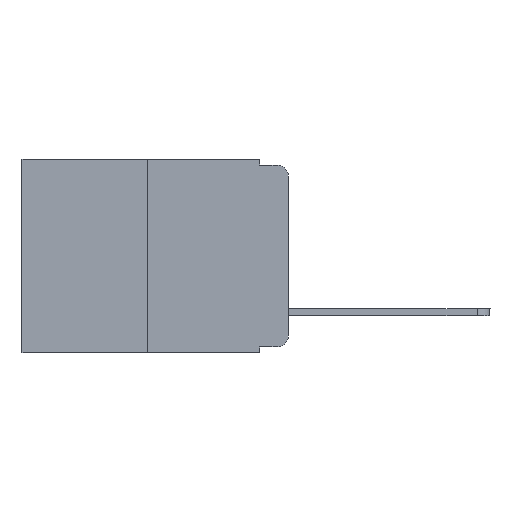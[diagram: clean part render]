
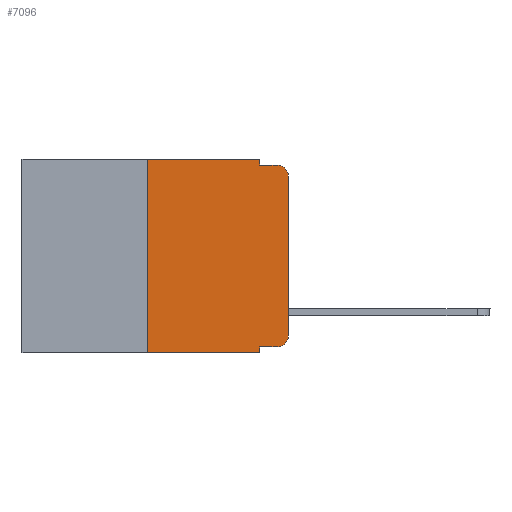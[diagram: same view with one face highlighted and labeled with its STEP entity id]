
A CAD part, left-side view. The second image highlights one B-rep face of the part: STEP entity #7096.
In plain terms, the highlighted planar face has unit normal (-1, 0, 0).
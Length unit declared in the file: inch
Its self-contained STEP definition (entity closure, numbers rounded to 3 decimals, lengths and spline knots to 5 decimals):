
#51 = CARTESIAN_POINT ( 'NONE',  ( 0., 0.473, 0. ) ) ;
#62 = CARTESIAN_POINT ( 'NONE',  ( 0., 0., -0.313 ) ) ;
#168 = VERTEX_POINT ( 'NONE', #12122 ) ;
#493 = VERTEX_POINT ( 'NONE', #12601 ) ;
#737 = ORIENTED_EDGE ( 'NONE', *, *, #14298, .F. ) ;
#1009 = CIRCLE ( 'NONE', #11243, 0.02 ) ;
#1366 = LINE ( 'NONE', #7485, #9503 ) ;
#1512 = AXIS2_PLACEMENT_3D ( 'NONE', #51, #18099, #15388 ) ;
#1560 = CARTESIAN_POINT ( 'NONE',  ( 0., 0.051, -0.343 ) ) ;
#1935 = VERTEX_POINT ( 'NONE', #4154 ) ;
#2950 = DIRECTION ( 'NONE',  ( 0., 0., -1. ) ) ;
#3001 = EDGE_CURVE ( 'NONE', #19071, #10764, #1009, .T. ) ;
#3126 = LINE ( 'NONE', #6073, #5620 ) ;
#3231 = DIRECTION ( 'NONE',  ( 0., 0., -1. ) ) ;
#3993 = VECTOR ( 'NONE', #8352, 39.37008 ) ;
#4094 = CARTESIAN_POINT ( 'NONE',  ( 0., 0.25, -0.343 ) ) ;
#4154 = CARTESIAN_POINT ( 'NONE',  ( 0., 0.02, -0.01 ) ) ;
#4520 = ORIENTED_EDGE ( 'NONE', *, *, #12389, .T. ) ;
#4962 = CARTESIAN_POINT ( 'NONE',  ( 0., 0.051, 0. ) ) ;
#5452 = VECTOR ( 'NONE', #6446, 39.37008 ) ;
#5504 = EDGE_CURVE ( 'NONE', #14425, #19071, #1366, .T. ) ;
#5620 = VECTOR ( 'NONE', #13782, 39.37008 ) ;
#5877 = FACE_OUTER_BOUND ( 'NONE', #13044, .T. ) ;
#5977 = VERTEX_POINT ( 'NONE', #4962 ) ;
#6073 = CARTESIAN_POINT ( 'NONE',  ( 0., 0., 0. ) ) ;
#6096 = ORIENTED_EDGE ( 'NONE', *, *, #18359, .F. ) ;
#6233 = CARTESIAN_POINT ( 'NONE',  ( 0., 0.051, -0.333 ) ) ;
#6416 = EDGE_CURVE ( 'NONE', #493, #5977, #18656, .T. ) ;
#6446 = DIRECTION ( 'NONE',  ( 0., -1., 0. ) ) ;
#6643 = EDGE_CURVE ( 'NONE', #15679, #493, #7690, .T. ) ;
#6851 = AXIS2_PLACEMENT_3D ( 'NONE', #13973, #7748, #3231 ) ;
#7096 = ADVANCED_FACE ( 'NONE', ( #5877 ), #8955, .F. ) ;
#7147 = LINE ( 'NONE', #13266, #3993 ) ;
#7485 = CARTESIAN_POINT ( 'NONE',  ( 0., 0.051, -0.333 ) ) ;
#7690 = LINE ( 'NONE', #9066, #10774 ) ;
#7748 = DIRECTION ( 'NONE',  ( -1., 0., 0. ) ) ;
#7871 = CARTESIAN_POINT ( 'NONE',  ( 0., 0.051, 0. ) ) ;
#8090 = VERTEX_POINT ( 'NONE', #10305 ) ;
#8352 = DIRECTION ( 'NONE',  ( 0., -1., 0. ) ) ;
#8955 = PLANE ( 'NONE',  #1512 ) ;
#9066 = CARTESIAN_POINT ( 'NONE',  ( 0., 0.25, 0. ) ) ;
#9364 = ORIENTED_EDGE ( 'NONE', *, *, #6416, .F. ) ;
#9503 = VECTOR ( 'NONE', #19726, 39.37008 ) ;
#9760 = DIRECTION ( 'NONE',  ( 0., 0., -1. ) ) ;
#10305 = CARTESIAN_POINT ( 'NONE',  ( 0., 0., -0.03 ) ) ;
#10360 = CIRCLE ( 'NONE', #6851, 0.02 ) ;
#10455 = CARTESIAN_POINT ( 'NONE',  ( 0., 0.02, -0.333 ) ) ;
#10517 = DIRECTION ( 'NONE',  ( 0., 0., -1. ) ) ;
#10740 = VERTEX_POINT ( 'NONE', #1560 ) ;
#10746 = EDGE_CURVE ( 'NONE', #5977, #168, #13901, .T. ) ;
#10764 = VERTEX_POINT ( 'NONE', #62 ) ;
#10774 = VECTOR ( 'NONE', #13911, 39.37008 ) ;
#10931 = CARTESIAN_POINT ( 'NONE',  ( 0., 0.051, -0.01 ) ) ;
#11188 = EDGE_CURVE ( 'NONE', #8090, #1935, #10360, .T. ) ;
#11243 = AXIS2_PLACEMENT_3D ( 'NONE', #12519, #12418, #9760 ) ;
#11372 = ORIENTED_EDGE ( 'NONE', *, *, #6643, .F. ) ;
#12122 = CARTESIAN_POINT ( 'NONE',  ( 0., 0.051, -0.01 ) ) ;
#12389 = EDGE_CURVE ( 'NONE', #10764, #8090, #3126, .T. ) ;
#12418 = DIRECTION ( 'NONE',  ( -1., 0., 0. ) ) ;
#12519 = CARTESIAN_POINT ( 'NONE',  ( 0., 0.02, -0.313 ) ) ;
#12601 = CARTESIAN_POINT ( 'NONE',  ( 0., 0.25, 0. ) ) ;
#12870 = ORIENTED_EDGE ( 'NONE', *, *, #11188, .T. ) ;
#13044 = EDGE_LOOP ( 'NONE', ( #4520, #12870, #6096, #17328, #9364, #11372, #16763, #737, #13664, #15482 ) ) ;
#13266 = CARTESIAN_POINT ( 'NONE',  ( 0., 0.473, -0.343 ) ) ;
#13664 = ORIENTED_EDGE ( 'NONE', *, *, #5504, .T. ) ;
#13724 = EDGE_CURVE ( 'NONE', #15679, #10740, #7147, .T. ) ;
#13782 = DIRECTION ( 'NONE',  ( 0., 0., 1. ) ) ;
#13901 = LINE ( 'NONE', #7871, #14521 ) ;
#13911 = DIRECTION ( 'NONE',  ( 0., 0., 1. ) ) ;
#13973 = CARTESIAN_POINT ( 'NONE',  ( 0., 0.02, -0.03 ) ) ;
#14298 = EDGE_CURVE ( 'NONE', #14425, #10740, #16462, .T. ) ;
#14425 = VERTEX_POINT ( 'NONE', #6233 ) ;
#14521 = VECTOR ( 'NONE', #2950, 39.37008 ) ;
#15388 = DIRECTION ( 'NONE',  ( 0., 0., -1. ) ) ;
#15482 = ORIENTED_EDGE ( 'NONE', *, *, #3001, .T. ) ;
#15679 = VERTEX_POINT ( 'NONE', #4094 ) ;
#16462 = LINE ( 'NONE', #19569, #18457 ) ;
#16763 = ORIENTED_EDGE ( 'NONE', *, *, #13724, .T. ) ;
#17209 = VECTOR ( 'NONE', #17248, 39.37008 ) ;
#17248 = DIRECTION ( 'NONE',  ( 0., -1., 0. ) ) ;
#17328 = ORIENTED_EDGE ( 'NONE', *, *, #10746, .F. ) ;
#18099 = DIRECTION ( 'NONE',  ( 1., 0., 0. ) ) ;
#18359 = EDGE_CURVE ( 'NONE', #168, #1935, #18676, .T. ) ;
#18457 = VECTOR ( 'NONE', #10517, 39.37008 ) ;
#18656 = LINE ( 'NONE', #18745, #17209 ) ;
#18676 = LINE ( 'NONE', #10931, #5452 ) ;
#18745 = CARTESIAN_POINT ( 'NONE',  ( 0., 0.473, 0. ) ) ;
#19071 = VERTEX_POINT ( 'NONE', #10455 ) ;
#19569 = CARTESIAN_POINT ( 'NONE',  ( 0., 0.051, 0. ) ) ;
#19726 = DIRECTION ( 'NONE',  ( 0., -1., 0. ) ) ;
